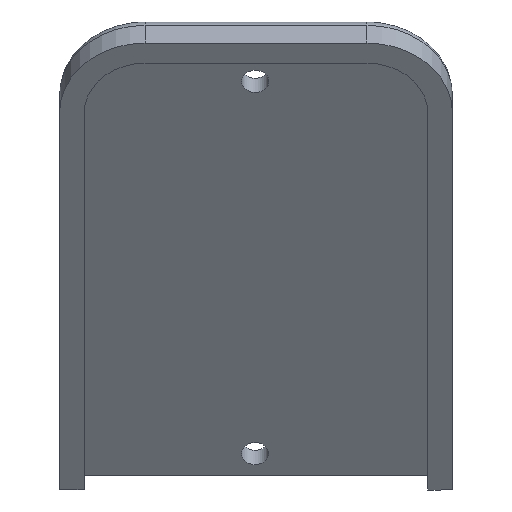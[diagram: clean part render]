
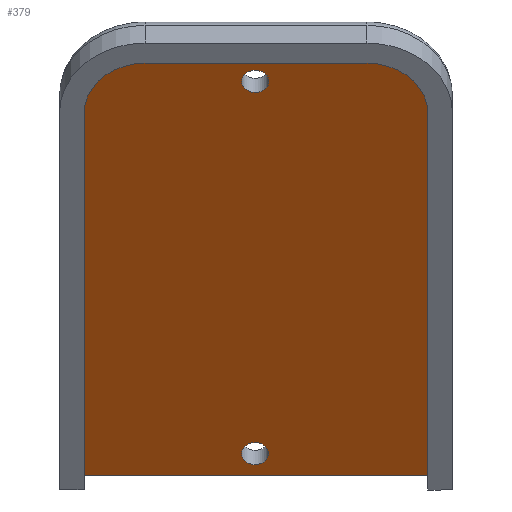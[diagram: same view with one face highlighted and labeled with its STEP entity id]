
A CAD part, isometric view. The second image highlights one B-rep face of the part: STEP entity #379.
In plain terms, the highlighted planar face has unit normal (-0.707, -0.707, 0).
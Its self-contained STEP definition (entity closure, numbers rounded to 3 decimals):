
#17=FACE_BOUND('',#69,.T.);
#18=FACE_BOUND('',#70,.T.);
#24=PLANE('',#430);
#45=FACE_OUTER_BOUND('',#68,.T.);
#68=EDGE_LOOP('',(#316,#317,#318,#319,#320,#321));
#69=EDGE_LOOP('',(#322));
#70=EDGE_LOOP('',(#323));
#92=LINE('',#616,#125);
#100=LINE('',#640,#133);
#101=LINE('',#642,#134);
#102=LINE('',#646,#135);
#125=VECTOR('',#502,10.);
#133=VECTOR('',#528,10.);
#134=VECTOR('',#529,10.);
#135=VECTOR('',#532,10.);
#156=CIRCLE('',#425,1.1);
#158=CIRCLE('',#428,1.1);
#159=CIRCLE('',#431,4.94);
#160=CIRCLE('',#432,4.94);
#181=VERTEX_POINT('',#613);
#182=VERTEX_POINT('',#615);
#186=VERTEX_POINT('',#628);
#188=VERTEX_POINT('',#634);
#189=VERTEX_POINT('',#639);
#190=VERTEX_POINT('',#641);
#191=VERTEX_POINT('',#643);
#192=VERTEX_POINT('',#645);
#224=EDGE_CURVE('',#182,#181,#92,.T.);
#232=EDGE_CURVE('',#186,#186,#156,.T.);
#235=EDGE_CURVE('',#188,#188,#158,.T.);
#236=EDGE_CURVE('',#189,#182,#100,.T.);
#237=EDGE_CURVE('',#181,#190,#101,.T.);
#238=EDGE_CURVE('',#190,#191,#159,.T.);
#239=EDGE_CURVE('',#191,#192,#102,.T.);
#240=EDGE_CURVE('',#192,#189,#160,.T.);
#316=ORIENTED_EDGE('',*,*,#236,.T.);
#317=ORIENTED_EDGE('',*,*,#224,.T.);
#318=ORIENTED_EDGE('',*,*,#237,.T.);
#319=ORIENTED_EDGE('',*,*,#238,.T.);
#320=ORIENTED_EDGE('',*,*,#239,.T.);
#321=ORIENTED_EDGE('',*,*,#240,.T.);
#322=ORIENTED_EDGE('',*,*,#235,.T.);
#323=ORIENTED_EDGE('',*,*,#232,.T.);
#379=ADVANCED_FACE('',(#45,#17,#18),#24,.F.);
#425=AXIS2_PLACEMENT_3D('',#630,#515,#516);
#428=AXIS2_PLACEMENT_3D('',#636,#522,#523);
#430=AXIS2_PLACEMENT_3D('',#638,#526,#527);
#431=AXIS2_PLACEMENT_3D('',#644,#530,#531);
#432=AXIS2_PLACEMENT_3D('',#647,#533,#534);
#502=DIRECTION('',(0.707,-0.707,0.));
#515=DIRECTION('center_axis',(0.707,0.707,0.));
#516=DIRECTION('ref_axis',(0.,0.,
1.));
#522=DIRECTION('center_axis',(0.707,0.707,0.));
#523=DIRECTION('ref_axis',(0.,0.,
1.));
#526=DIRECTION('center_axis',(0.707,0.707,0.));
#527=DIRECTION('ref_axis',(0.,0.,-1.));
#528=DIRECTION('',(0.,0.,-1.));
#529=DIRECTION('',(0.,0.,1.));
#530=DIRECTION('center_axis',(-0.707,-0.707,0.));
#531=DIRECTION('ref_axis',(0.,0.,1.));
#532=DIRECTION('',(-0.707,0.707,0.));
#533=DIRECTION('center_axis',(-0.707,-0.707,0.));
#534=DIRECTION('ref_axis',(-0.707,0.707,0.));
#613=CARTESIAN_POINT('',(31.058,11.368,-21.));
#615=CARTESIAN_POINT('',(11.337,31.09,-21.));
#616=CARTESIAN_POINT('',(26.835,15.591,-21.));
#628=CARTESIAN_POINT('',(21.159,21.267,17.097));
#630=CARTESIAN_POINT('Origin',(21.159,21.267,18.197));
#634=CARTESIAN_POINT('',(21.152,21.274,-19.893));
#636=CARTESIAN_POINT('Origin',(21.152,21.274,-18.793));
#638=CARTESIAN_POINT('Origin',(21.198,21.229,1.209));
#639=CARTESIAN_POINT('',(11.337,31.09,16.477));
#640=CARTESIAN_POINT('',(11.337,31.09,8.843));
#641=CARTESIAN_POINT('',(31.058,11.368,16.477));
#642=CARTESIAN_POINT('',(31.058,11.368,-9.896));
#643=CARTESIAN_POINT('',(27.565,14.861,21.417));
#644=CARTESIAN_POINT('Origin',(27.565,14.861,16.477));
#645=CARTESIAN_POINT('',(14.83,27.596,21.417));
#646=CARTESIAN_POINT('',(24.381,18.045,21.417));
#647=CARTESIAN_POINT('Origin',(14.83,27.596,16.477));
